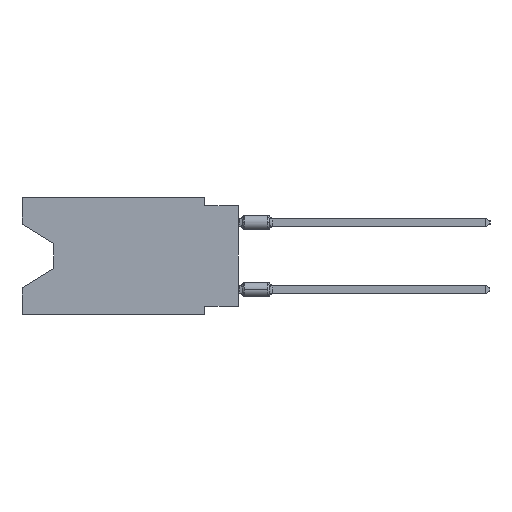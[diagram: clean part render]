
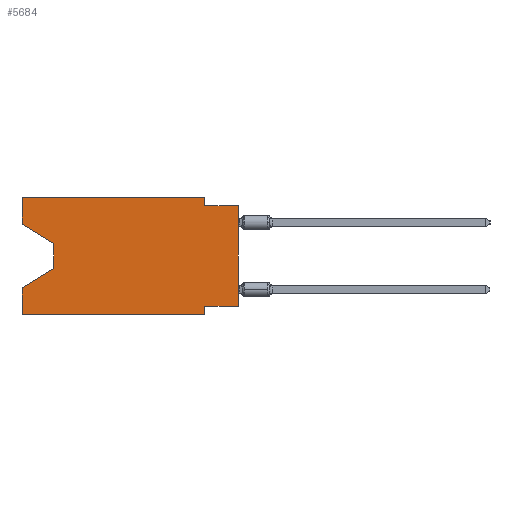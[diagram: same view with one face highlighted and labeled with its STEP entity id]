
A CAD part, left-side view. The second image highlights one B-rep face of the part: STEP entity #5684.
In plain terms, the highlighted planar face has unit normal (-1, 0, 0).
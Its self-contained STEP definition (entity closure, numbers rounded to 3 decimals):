
#214 = VECTOR ( 'NONE', #7530, 1000. ) ;
#702 = DIRECTION ( 'NONE',  ( 0., -1., 0. ) ) ;
#791 = VECTOR ( 'NONE', #1470, 1000. ) ;
#1134 = CARTESIAN_POINT ( 'NONE',  ( 0., 16.383, -6.852 ) ) ;
#1148 = VERTEX_POINT ( 'NONE', #2521 ) ;
#1191 = LINE ( 'NONE', #42216, #791 ) ;
#1470 = DIRECTION ( 'NONE',  ( 0., 0., 1. ) ) ;
#2065 = CARTESIAN_POINT ( 'NONE',  ( 0., 16.383, 0. ) ) ;
#2521 = CARTESIAN_POINT ( 'NONE',  ( 0., 0., -0.635 ) ) ;
#3288 = DIRECTION ( 'NONE',  ( 0., 0., 1. ) ) ;
#3335 = ORIENTED_EDGE ( 'NONE', *, *, #40101, .T. ) ;
#3653 = VECTOR ( 'NONE', #3288, 1000. ) ;
#3784 = CARTESIAN_POINT ( 'NONE',  ( 0., 2.54, -0.635 ) ) ;
#3931 = DIRECTION ( 'NONE',  ( 1., 0., 0. ) ) ;
#4222 = DIRECTION ( 'NONE',  ( 0., 0., -1. ) ) ;
#4519 = EDGE_CURVE ( 'NONE', #30972, #48376, #1191, .T. ) ;
#5684 = ADVANCED_FACE ( 'NONE', ( #48033 ), #8009, .F. ) ;
#5952 = ORIENTED_EDGE ( 'NONE', *, *, #13741, .F. ) ;
#6034 = CARTESIAN_POINT ( 'NONE',  ( 0., 16.383, 0. ) ) ;
#6298 = VERTEX_POINT ( 'NONE', #9296 ) ;
#6450 = LINE ( 'NONE', #51866, #49172 ) ;
#6465 = CARTESIAN_POINT ( 'NONE',  ( 0., 13.97, -3.505 ) ) ;
#6987 = LINE ( 'NONE', #53176, #214 ) ;
#7185 = LINE ( 'NONE', #44393, #52780 ) ;
#7475 = EDGE_CURVE ( 'NONE', #6298, #9746, #14717, .T. ) ;
#7530 = DIRECTION ( 'NONE',  ( 0., 0., -1. ) ) ;
#7710 = EDGE_CURVE ( 'NONE', #30972, #19828, #6450, .T. ) ;
#8009 = PLANE ( 'NONE',  #37794 ) ;
#8155 = LINE ( 'NONE', #28787, #37027 ) ;
#8354 = VERTEX_POINT ( 'NONE', #3784 ) ;
#9296 = CARTESIAN_POINT ( 'NONE',  ( 0., 16.383, -8.89 ) ) ;
#9746 = VERTEX_POINT ( 'NONE', #1134 ) ;
#10174 = ORIENTED_EDGE ( 'NONE', *, *, #26331, .F. ) ;
#10267 = VERTEX_POINT ( 'NONE', #39035 ) ;
#11817 = EDGE_CURVE ( 'NONE', #32492, #9746, #37427, .T. ) ;
#11931 = VECTOR ( 'NONE', #39058, 1000. ) ;
#11967 = VERTEX_POINT ( 'NONE', #38600 ) ;
#11973 = LINE ( 'NONE', #40499, #3653 ) ;
#12708 = DIRECTION ( 'NONE',  ( 0., 0.855, -0.519 ) ) ;
#13741 = EDGE_CURVE ( 'NONE', #31159, #8354, #20580, .T. ) ;
#13915 = VECTOR ( 'NONE', #44131, 1000. ) ;
#14717 = LINE ( 'NONE', #6034, #52772 ) ;
#16512 = CARTESIAN_POINT ( 'NONE',  ( 0., 2.54, -8.255 ) ) ;
#16913 = EDGE_CURVE ( 'NONE', #19828, #32492, #6987, .T. ) ;
#18673 = LINE ( 'NONE', #35242, #11931 ) ;
#19432 = ORIENTED_EDGE ( 'NONE', *, *, #37766, .F. ) ;
#19828 = VERTEX_POINT ( 'NONE', #6465 ) ;
#20032 = DIRECTION ( 'NONE',  ( 0., 0., -1. ) ) ;
#20580 = LINE ( 'NONE', #37140, #32656 ) ;
#20824 = CARTESIAN_POINT ( 'NONE',  ( 0., 16.383, 0. ) ) ;
#21264 = ORIENTED_EDGE ( 'NONE', *, *, #29142, .T. ) ;
#22135 = ORIENTED_EDGE ( 'NONE', *, *, #7710, .T. ) ;
#24298 = DIRECTION ( 'NONE',  ( 0., 1., 0. ) ) ;
#25942 = DIRECTION ( 'NONE',  ( 0., 0., 1. ) ) ;
#26331 = EDGE_CURVE ( 'NONE', #11967, #47460, #7185, .T. ) ;
#27192 = CARTESIAN_POINT ( 'NONE',  ( 0., 13.97, -5.385 ) ) ;
#28170 = ORIENTED_EDGE ( 'NONE', *, *, #16913, .T. ) ;
#28787 = CARTESIAN_POINT ( 'NONE',  ( 0., 2.54, -8.89 ) ) ;
#29142 = EDGE_CURVE ( 'NONE', #6298, #10267, #18673, .T. ) ;
#30462 = EDGE_LOOP ( 'NONE', ( #22135, #28170, #45514, #41397, #21264, #32308, #10174, #3335, #19432, #5952, #35856, #38991 ) ) ;
#30812 = LINE ( 'NONE', #39505, #13915 ) ;
#30972 = VERTEX_POINT ( 'NONE', #31915 ) ;
#31159 = VERTEX_POINT ( 'NONE', #51196 ) ;
#31915 = CARTESIAN_POINT ( 'NONE',  ( 0., 16.383, -2.038 ) ) ;
#32003 = EDGE_CURVE ( 'NONE', #48376, #31159, #33556, .T. ) ;
#32308 = ORIENTED_EDGE ( 'NONE', *, *, #49306, .F. ) ;
#32322 = DIRECTION ( 'NONE',  ( 0., 0., -1. ) ) ;
#32492 = VERTEX_POINT ( 'NONE', #27192 ) ;
#32656 = VECTOR ( 'NONE', #20032, 1000. ) ;
#33338 = CARTESIAN_POINT ( 'NONE',  ( 0., 13.97, -5.385 ) ) ;
#33556 = LINE ( 'NONE', #20824, #40126 ) ;
#35242 = CARTESIAN_POINT ( 'NONE',  ( 0., 16.383, -8.89 ) ) ;
#35856 = ORIENTED_EDGE ( 'NONE', *, *, #32003, .F. ) ;
#36064 = DIRECTION ( 'NONE',  ( 0., -0.855, -0.519 ) ) ;
#37027 = VECTOR ( 'NONE', #32322, 1000. ) ;
#37140 = CARTESIAN_POINT ( 'NONE',  ( 0., 2.54, 0. ) ) ;
#37427 = LINE ( 'NONE', #33338, #49086 ) ;
#37766 = EDGE_CURVE ( 'NONE', #8354, #1148, #30812, .T. ) ;
#37794 = AXIS2_PLACEMENT_3D ( 'NONE', #53397, #3931, #4222 ) ;
#38600 = CARTESIAN_POINT ( 'NONE',  ( 0., 0., -8.255 ) ) ;
#38991 = ORIENTED_EDGE ( 'NONE', *, *, #4519, .F. ) ;
#39035 = CARTESIAN_POINT ( 'NONE',  ( 0., 2.54, -8.89 ) ) ;
#39058 = DIRECTION ( 'NONE',  ( 0., -1., 0. ) ) ;
#39505 = CARTESIAN_POINT ( 'NONE',  ( 0., 0., -0.635 ) ) ;
#40101 = EDGE_CURVE ( 'NONE', #11967, #1148, #11973, .T. ) ;
#40126 = VECTOR ( 'NONE', #702, 1000. ) ;
#40499 = CARTESIAN_POINT ( 'NONE',  ( 0., 0., 0. ) ) ;
#41397 = ORIENTED_EDGE ( 'NONE', *, *, #7475, .F. ) ;
#42216 = CARTESIAN_POINT ( 'NONE',  ( 0., 16.383, 0. ) ) ;
#44131 = DIRECTION ( 'NONE',  ( 0., -1., 0. ) ) ;
#44393 = CARTESIAN_POINT ( 'NONE',  ( 0., 0., -8.255 ) ) ;
#45514 = ORIENTED_EDGE ( 'NONE', *, *, #11817, .T. ) ;
#47460 = VERTEX_POINT ( 'NONE', #16512 ) ;
#48033 = FACE_OUTER_BOUND ( 'NONE', #30462, .T. ) ;
#48376 = VERTEX_POINT ( 'NONE', #2065 ) ;
#49086 = VECTOR ( 'NONE', #12708, 1000. ) ;
#49172 = VECTOR ( 'NONE', #36064, 1000. ) ;
#49306 = EDGE_CURVE ( 'NONE', #47460, #10267, #8155, .T. ) ;
#51196 = CARTESIAN_POINT ( 'NONE',  ( 0., 2.54, 0. ) ) ;
#51866 = CARTESIAN_POINT ( 'NONE',  ( 0., 16.383, -2.038 ) ) ;
#52772 = VECTOR ( 'NONE', #25942, 1000. ) ;
#52780 = VECTOR ( 'NONE', #24298, 1000. ) ;
#53176 = CARTESIAN_POINT ( 'NONE',  ( 0., 13.97, -3.505 ) ) ;
#53397 = CARTESIAN_POINT ( 'NONE',  ( 0., 16.383, 0. ) ) ;
